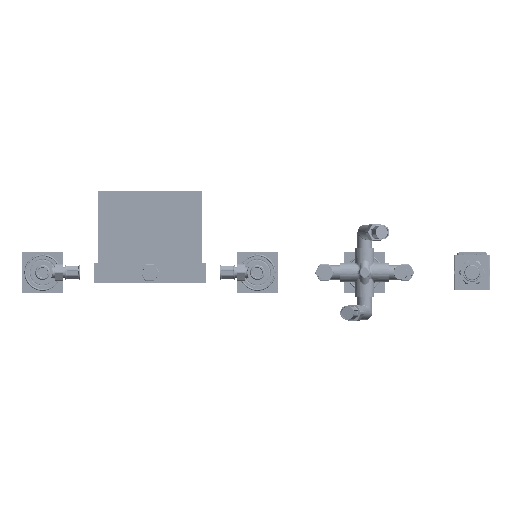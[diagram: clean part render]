
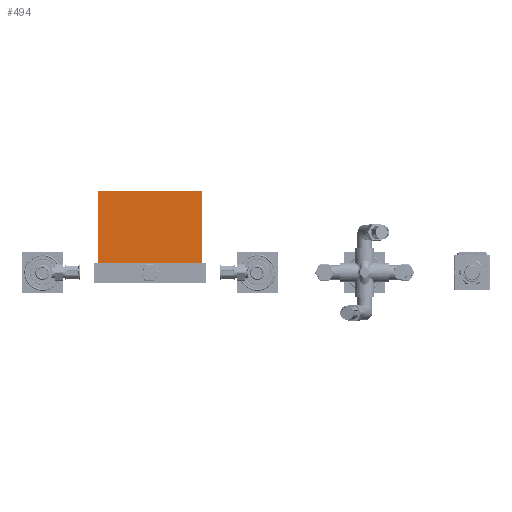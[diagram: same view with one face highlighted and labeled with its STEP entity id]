
A CAD part, front view. The second image highlights one B-rep face of the part: STEP entity #494.
In plain terms, the highlighted face is planar.
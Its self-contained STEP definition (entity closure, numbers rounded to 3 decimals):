
#57=DIRECTION('',(1.,0.,0.));
#58=VECTOR('',#57,146.);
#59=CARTESIAN_POINT('',(-73.,1.,52.));
#60=LINE('',#59,#58);
#93=DIRECTION('',(0.,-1.,0.));
#94=VECTOR('',#93,100.);
#95=CARTESIAN_POINT('',(73.,1.,52.));
#96=LINE('',#95,#94);
#97=DIRECTION('',(0.,-1.,0.));
#98=VECTOR('',#97,100.);
#99=CARTESIAN_POINT('',(-73.,1.,52.));
#100=LINE('',#99,#98);
#113=DIRECTION('',(1.,0.,0.));
#114=VECTOR('',#113,146.);
#115=CARTESIAN_POINT('',(-73.,-99.,52.));
#116=LINE('',#115,#114);
#268=CARTESIAN_POINT('',(-73.,-99.,52.));
#270=VERTEX_POINT('',#268);
#271=CARTESIAN_POINT('',(73.,-99.,52.));
#272=VERTEX_POINT('',#271);
#276=CARTESIAN_POINT('',(-73.,1.,52.));
#278=VERTEX_POINT('',#276);
#279=CARTESIAN_POINT('',(73.,1.,52.));
#280=VERTEX_POINT('',#279);
#482=CARTESIAN_POINT('',(-73.,1.,52.));
#483=DIRECTION('',(0.,0.,-1.));
#484=DIRECTION('',(1.,0.,0.));
#485=AXIS2_PLACEMENT_3D('',#482,#483,#484);
#486=PLANE('',#485);
#487=ORIENTED_EDGE('',*,*,#418,.F.);
#488=ORIENTED_EDGE('',*,*,#449,.T.);
#490=ORIENTED_EDGE('',*,*,#489,.T.);
#491=ORIENTED_EDGE('',*,*,#474,.F.);
#492=EDGE_LOOP('',(#487,#488,#490,#491));
#493=FACE_OUTER_BOUND('',#492,.F.);
#494=ADVANCED_FACE('',(#493),#486,.T.);
#418=EDGE_CURVE('',#278,#280,#60,.T.);
#449=EDGE_CURVE('',#278,#270,#100,.T.);
#474=EDGE_CURVE('',#280,#272,#96,.T.);
#489=EDGE_CURVE('',#270,#272,#116,.T.);
